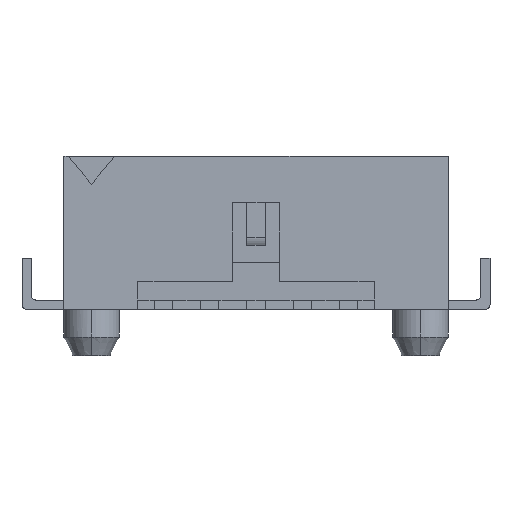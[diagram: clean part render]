
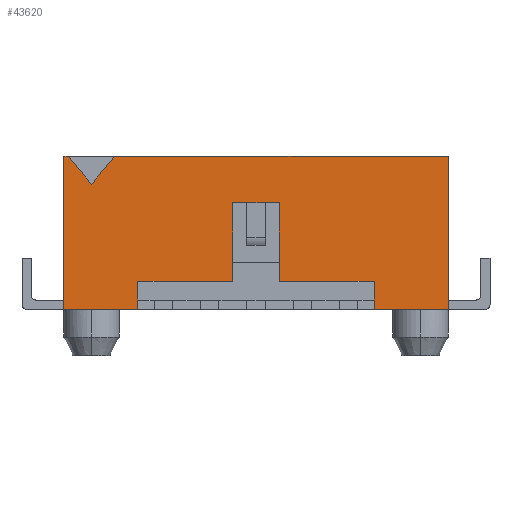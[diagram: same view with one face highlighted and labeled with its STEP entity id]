
A CAD part, left-side view. The second image highlights one B-rep face of the part: STEP entity #43620.
In plain terms, the highlighted planar face has unit normal (-1, 0, 0).
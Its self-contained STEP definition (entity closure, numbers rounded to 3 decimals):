
#42430=CARTESIAN_POINT('',(4.194,571.068,
0.45));
#42440=DIRECTION('',(1.,0.,0.));
#42450=DIRECTION('',(0.,0.,1.));
#42460=AXIS2_PLACEMENT_3D('',#42430,#42440,#42450);
#42470=PLANE('',#42460);
#42480=CARTESIAN_POINT('',(4.194,570.918,0.));
#42490=DIRECTION('',(0.,0.,-1.));
#42500=VECTOR('',#42490,1.);
#42510=LINE('',#42480,#42500);
#42520=CARTESIAN_POINT('',(4.194,570.918,
2.1));
#42530=VERTEX_POINT('',#42520);
#42540=CARTESIAN_POINT('',(4.194,570.918,
-1.2));
#42550=VERTEX_POINT('',#42540);
#42560=EDGE_CURVE('',#42530,#42550,#42510,.T.);
#42570=ORIENTED_EDGE('',*,*,#42560,.F.);
#42580=CARTESIAN_POINT('',(4.194,0.,-1.2));
#42590=DIRECTION('',(0.,-1.,0.));
#42600=VECTOR('',#42590,1.);
#42610=LINE('',#42580,#42600);
#42620=CARTESIAN_POINT('',(4.194,572.518,
-1.2));
#42630=VERTEX_POINT('',#42620);
#42640=EDGE_CURVE('',#42630,#42550,#42610,.T.);
#42650=ORIENTED_EDGE('',*,*,#42640,.T.);
#42660=CARTESIAN_POINT('',(4.194,572.518,0.));
#42670=DIRECTION('',(0.,0.,-1.));
#42680=VECTOR('',#42670,1.);
#42690=LINE('',#42660,#42680);
#42700=CARTESIAN_POINT('',(4.194,572.518,
-0.6));
#42710=VERTEX_POINT('',#42700);
#42720=EDGE_CURVE('',#42710,#42630,#42690,.T.);
#42730=ORIENTED_EDGE('',*,*,#42720,.T.);
#42740=CARTESIAN_POINT('',(4.194,0.,-0.6));
#42750=DIRECTION('',(0.,-1.,0.));
#42760=VECTOR('',#42750,1.);
#42770=LINE('',#42740,#42760);
#42780=CARTESIAN_POINT('',(4.194,574.568,
-0.6));
#42790=VERTEX_POINT('',#42780);
#42800=EDGE_CURVE('',#42790,#42710,#42770,.T.);
#42810=ORIENTED_EDGE('',*,*,#42800,.T.);
#42820=CARTESIAN_POINT('',(4.194,574.568,0.));
#42830=DIRECTION('',(0.,0.,1.));
#42840=VECTOR('',#42830,1.);
#42850=LINE('',#42820,#42840);
#42860=CARTESIAN_POINT('',(4.194,574.568,
1.1));
#42870=VERTEX_POINT('',#42860);
#42880=EDGE_CURVE('',#42790,#42870,#42850,.T.);
#42890=ORIENTED_EDGE('',*,*,#42880,.F.);
#42900=CARTESIAN_POINT('',(4.194,0.,1.1));
#42910=DIRECTION('',(0.,1.,0.));
#42920=VECTOR('',#42910,1.);
#42930=LINE('',#42900,#42920);
#42940=CARTESIAN_POINT('',(4.194,575.568,
1.1));
#42950=VERTEX_POINT('',#42940);
#42960=EDGE_CURVE('',#42870,#42950,#42930,.T.);
#42970=ORIENTED_EDGE('',*,*,#42960,.F.);
#42980=CARTESIAN_POINT('',(4.194,575.568,0.));
#42990=DIRECTION('',(0.,0.,-1.));
#43000=VECTOR('',#42990,1.);
#43010=LINE('',#42980,#43000);
#43020=CARTESIAN_POINT('',(4.194,575.568,
-0.6));
#43030=VERTEX_POINT('',#43020);
#43040=EDGE_CURVE('',#42950,#43030,#43010,.T.);
#43050=ORIENTED_EDGE('',*,*,#43040,.F.);
#43060=CARTESIAN_POINT('',(4.194,0.,-0.6));
#43070=DIRECTION('',(0.,-1.,0.));
#43080=VECTOR('',#43070,1.);
#43090=LINE('',#43060,#43080);
#43100=CARTESIAN_POINT('',(4.194,577.618,
-0.6));
#43110=VERTEX_POINT('',#43100);
#43120=EDGE_CURVE('',#43110,#43030,#43090,.T.);
#43130=ORIENTED_EDGE('',*,*,#43120,.T.);
#43140=CARTESIAN_POINT('',(4.194,577.618,0.));
#43150=DIRECTION('',(0.,0.,1.));
#43160=VECTOR('',#43150,1.);
#43170=LINE('',#43140,#43160);
#43180=CARTESIAN_POINT('',(4.194,577.618,
-1.2));
#43190=VERTEX_POINT('',#43180);
#43200=EDGE_CURVE('',#43190,#43110,#43170,.T.);
#43210=ORIENTED_EDGE('',*,*,#43200,.T.);
#43220=CARTESIAN_POINT('',(4.194,579.218,
-1.2));
#43230=VERTEX_POINT('',#43220);
#43240=EDGE_CURVE('',#43230,#43190,#42610,.T.);
#43250=ORIENTED_EDGE('',*,*,#43240,.T.);
#43260=CARTESIAN_POINT('',(4.194,579.218,0.));
#43270=DIRECTION('',(0.,0.,1.));
#43280=VECTOR('',#43270,1.);
#43290=LINE('',#43260,#43280);
#43300=CARTESIAN_POINT('',(4.194,579.218,
2.1));
#43310=VERTEX_POINT('',#43300);
#43320=EDGE_CURVE('',#43230,#43310,#43290,.T.);
#43330=ORIENTED_EDGE('',*,*,#43320,.F.);
#43340=CARTESIAN_POINT('',(4.194,0.,2.1));
#43350=DIRECTION('',(0.,1.,0.));
#43360=VECTOR('',#43350,1.);
#43370=LINE('',#43340,#43360);
#43380=CARTESIAN_POINT('',(4.194,579.118,
2.1));
#43390=VERTEX_POINT('',#43380);
#43400=EDGE_CURVE('',#43390,#43310,#43370,.T.);
#43410=ORIENTED_EDGE('',*,*,#43400,.T.);
#43420=CARTESIAN_POINT('',(4.194,577.368,0.));
#43430=DIRECTION('',(0.,-0.64,-0.768));
#43440=VECTOR('',#43430,1.);
#43450=LINE('',#43420,#43440);
#43460=CARTESIAN_POINT('',(4.194,578.618,1.5));
#43470=VERTEX_POINT('',#43460);
#43480=EDGE_CURVE('',#43390,#43470,#43450,.T.);
#43490=ORIENTED_EDGE('',*,*,#43480,.F.);
#43500=CARTESIAN_POINT('',(4.194,579.868,0.));
#43510=DIRECTION('',(0.,-0.64,0.768));
#43520=VECTOR('',#43510,1.);
#43530=LINE('',#43500,#43520);
#43540=CARTESIAN_POINT('',(4.194,578.118,
2.1));
#43550=VERTEX_POINT('',#43540);
#43560=EDGE_CURVE('',#43470,#43550,#43530,.T.);
#43570=ORIENTED_EDGE('',*,*,#43560,.F.);
#43580=EDGE_CURVE('',#42530,#43550,#43370,.T.);
#43590=ORIENTED_EDGE('',*,*,#43580,.T.);
#43600=EDGE_LOOP('',(#43590,#43570,#43490,#43410,#43330,#43250,#43210,
#43130,#43050,#42970,#42890,#42810,#42730,#42650,#42570));
#43610=FACE_OUTER_BOUND('',#43600,.T.);
#43620=ADVANCED_FACE('',(#43610),#42470,.F.);
